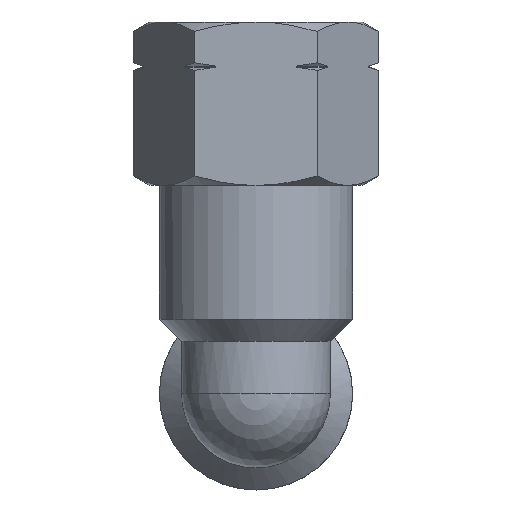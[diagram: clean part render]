
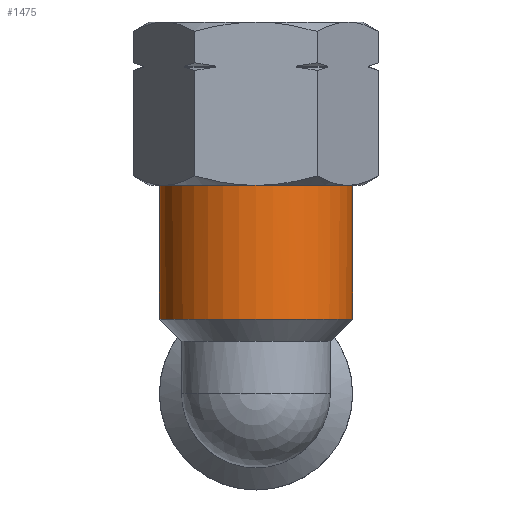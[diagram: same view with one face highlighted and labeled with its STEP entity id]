
A CAD part, left-side view. The second image highlights one B-rep face of the part: STEP entity #1475.
In plain terms, the highlighted cylindrical face has radius 6.5 mm (diameter 13 mm), a full revolution.
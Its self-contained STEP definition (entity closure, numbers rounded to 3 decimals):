
#39=LINE('',#2055,#69);
#40=LINE('',#2059,#70);
#69=VECTOR('',#1717,1000.);
#70=VECTOR('',#1720,1000.);
#111=B_SPLINE_CURVE_WITH_KNOTS('',3,(#2048,#2049,#2050,#2051),
 .UNSPECIFIED.,.F.,.F.,(4,4),(0.001,0.002),
 .UNSPECIFIED.);
#112=B_SPLINE_CURVE_WITH_KNOTS('',3,(#2063,#2064,#2065,#2066),
 .UNSPECIFIED.,.F.,.F.,(4,4),(0.,0.002),
 .UNSPECIFIED.);
#188=ELLIPSE('',#1562,9.192,6.5);
#189=ELLIPSE('',#1563,9.192,6.5);
#190=ELLIPSE('',#1564,9.192,6.5);
#220=ORIENTED_EDGE('',*,*,#505,.F.);
#221=ORIENTED_EDGE('',*,*,#506,.F.);
#222=ORIENTED_EDGE('',*,*,#507,.F.);
#223=ORIENTED_EDGE('',*,*,#508,.F.);
#224=ORIENTED_EDGE('',*,*,#509,.F.);
#225=ORIENTED_EDGE('',*,*,#510,.T.);
#226=ORIENTED_EDGE('',*,*,#511,.F.);
#227=ORIENTED_EDGE('',*,*,#512,.F.);
#228=ORIENTED_EDGE('',*,*,#513,.T.);
#505=EDGE_CURVE('',#642,#643,#735,.T.);
#506=EDGE_CURVE('',#644,#642,#111,.T.);
#507=EDGE_CURVE('',#645,#644,#188,.T.);
#508=EDGE_CURVE('',#646,#645,#39,.T.);
#509=EDGE_CURVE('',#647,#646,#189,.T.);
#510=EDGE_CURVE('',#647,#648,#40,.T.);
#511=EDGE_CURVE('',#649,#648,#190,.T.);
#512=EDGE_CURVE('',#643,#649,#112,.T.);
#513=EDGE_CURVE('',#650,#650,#736,.T.);
#642=VERTEX_POINT('',#2046);
#643=VERTEX_POINT('',#2047);
#644=VERTEX_POINT('',#2052);
#645=VERTEX_POINT('',#2054);
#646=VERTEX_POINT('',#2056);
#647=VERTEX_POINT('',#2058);
#648=VERTEX_POINT('',#2060);
#649=VERTEX_POINT('',#2062);
#650=VERTEX_POINT('',#2068);
#735=CIRCLE('',#1561,6.5);
#736=CIRCLE('',#1565,6.5);
#789=EDGE_LOOP('',(#220,#221,#222,#223,#224,#225,#226,#227));
#790=EDGE_LOOP('',(#228));
#882=FACE_BOUND('',#789,.T.);
#883=FACE_BOUND('',#790,.T.);
#966=CYLINDRICAL_SURFACE('',#1560,6.5);
#1475=ADVANCED_FACE('',(#882,#883),#966,.T.);
#1560=AXIS2_PLACEMENT_3D('',#2044,#1711,#1712);
#1561=AXIS2_PLACEMENT_3D('',#2045,#1713,#1714);
#1562=AXIS2_PLACEMENT_3D('',#2053,#1715,#1716);
#1563=AXIS2_PLACEMENT_3D('',#2057,#1718,#1719);
#1564=AXIS2_PLACEMENT_3D('',#2061,#1721,#1722);
#1565=AXIS2_PLACEMENT_3D('',#2067,#1723,#1724);
#1711=DIRECTION('',(0.,0.,-1.));
#1712=DIRECTION('',(-1.,0.,0.));
#1713=DIRECTION('',(0.,0.,-1.));
#1714=DIRECTION('',(-1.,0.,0.));
#1715=DIRECTION('',(0.707,0.,-0.707));
#1716=DIRECTION('',(-0.707,0.,-0.707));
#1717=DIRECTION('',(0.,0.,-1.));
#1718=DIRECTION('',(-0.707,0.,-0.707));
#1719=DIRECTION('',(0.707,0.,-0.707));
#1720=DIRECTION('',(0.,0.,-1.));
#1721=DIRECTION('',(0.707,0.,-0.707));
#1722=DIRECTION('',(-0.707,0.,-0.707));
#1723=DIRECTION('',(0.,0.,-1.));
#1724=DIRECTION('',(-1.,0.,0.));
#2044=CARTESIAN_POINT('',(0.,0.,0.));
#2045=CARTESIAN_POINT('',(0.,0.,5.));
#2046=CARTESIAN_POINT('',(5.543,-3.394,5.));
#2047=CARTESIAN_POINT('',(5.543,3.394,5.));
#2048=CARTESIAN_POINT('',(6.,-2.5,6.));
#2049=CARTESIAN_POINT('',(5.858,-2.842,5.704));
#2050=CARTESIAN_POINT('',(5.702,-3.135,5.368));
#2051=CARTESIAN_POINT('',(5.543,-3.394,5.));
#2052=CARTESIAN_POINT('',(6.,-2.5,6.));
#2053=CARTESIAN_POINT('',(0.,0.,0.));
#2054=CARTESIAN_POINT('',(6.423,-1.,6.423));
#2055=CARTESIAN_POINT('',(6.423,-1.,0.));
#2056=CARTESIAN_POINT('',(6.423,-1.,8.144));
#2057=CARTESIAN_POINT('',(0.,0.,14.566));
#2058=CARTESIAN_POINT('',(6.423,1.,8.144));
#2059=CARTESIAN_POINT('',(6.423,1.,0.));
#2060=CARTESIAN_POINT('',(6.423,1.,6.423));
#2061=CARTESIAN_POINT('',(0.,0.,0.));
#2062=CARTESIAN_POINT('',(6.,2.5,6.));
#2063=CARTESIAN_POINT('',(5.543,3.394,5.));
#2064=CARTESIAN_POINT('',(5.701,3.136,5.366));
#2065=CARTESIAN_POINT('',(5.857,2.843,5.702));
#2066=CARTESIAN_POINT('',(6.,2.5,6.));
#2067=CARTESIAN_POINT('',(0.,0.,14.));
#2068=CARTESIAN_POINT('',(-6.5,0.,14.));
